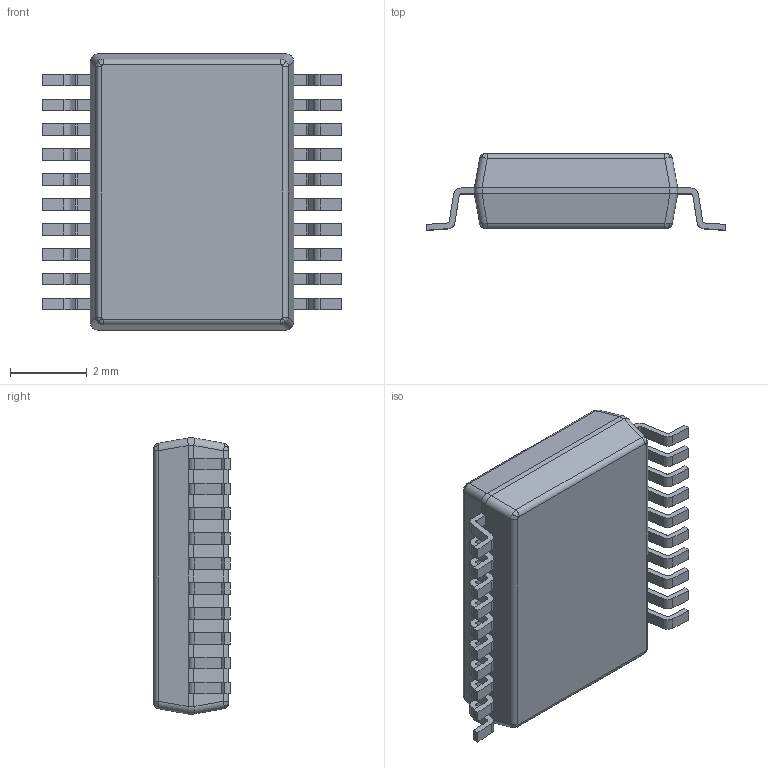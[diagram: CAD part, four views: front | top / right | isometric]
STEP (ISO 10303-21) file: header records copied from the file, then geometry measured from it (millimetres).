
FILE_DESCRIPTION (( 'STEP AP214' ), '1' );
FILE_NAME ('TLC0820ACDBR.STEP', '2023-03-23T03:18:13', ( '' ), ( '' ), 'SwSTEP 2.0', 'SolidWorks 2017', '' );
FILE_SCHEMA (( 'AUTOMOTIVE_DESIGN' ));
Length unit declared in the file: millimetre
Products named in the file (1): TLC0820ACDBR
Bounding box: 7.8 x 2 x 7.2 mm (x, y, z)
Volume: 72.4 mm3; surface area: 151.4 mm2
Topology: 22 solids, 22 shells, 337 faces, 860 edges, 568 vertices
Faces by surface type: plane 217, cylinder 104, bspline 16
Entity records: 10473 total; most frequent: CARTESIAN_POINT 2110, ORIENTED_EDGE 1720, DIRECTION 1640, EDGE_CURVE 860, VECTOR 612, LINE 612, VERTEX_POINT 568, AXIS2_PLACEMENT_3D 514
